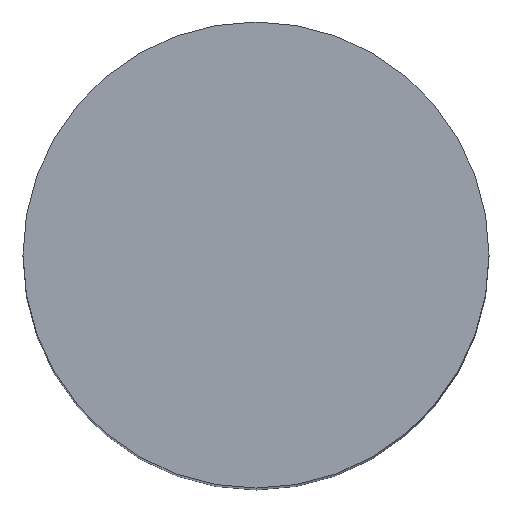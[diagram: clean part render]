
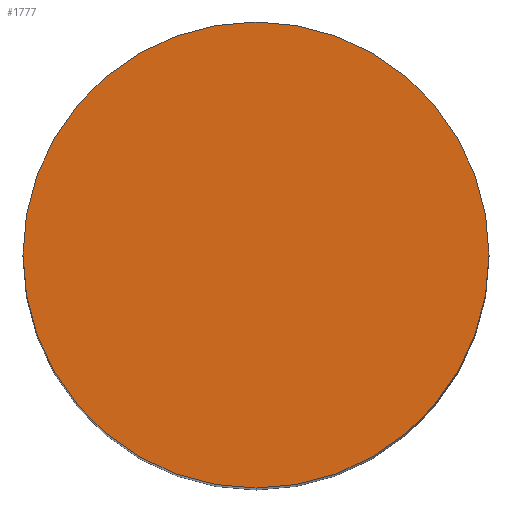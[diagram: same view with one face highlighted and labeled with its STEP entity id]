
A CAD part, top view. The second image highlights one B-rep face of the part: STEP entity #1777.
In plain terms, the highlighted planar face has unit normal (0, 0, 1).
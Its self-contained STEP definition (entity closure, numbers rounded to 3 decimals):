
#22 = DIRECTION ( 'NONE',  ( 1., 0., 0. ) ) ;
#49 = DIRECTION ( 'NONE',  ( 0., 0., -1. ) ) ;
#635 = AXIS2_PLACEMENT_3D ( 'NONE', #3661, #1818, #22 ) ;
#940 = VERTEX_POINT ( 'NONE', #3630 ) ;
#1242 = AXIS2_PLACEMENT_3D ( 'NONE', #1849, #49, #2144 ) ;
#1528 = PLANE ( 'NONE',  #635 ) ;
#1670 = CARTESIAN_POINT ( 'NONE',  ( 0., 0., 254. ) ) ;
#1699 = VERTEX_POINT ( 'NONE', #2883 ) ;
#1777 = ADVANCED_FACE ( 'NONE', ( #1924 ), #1528, .T. ) ;
#1818 = DIRECTION ( 'NONE',  ( 0., 0., 1. ) ) ;
#1849 = CARTESIAN_POINT ( 'NONE',  ( 0., 0., 254. ) ) ;
#1851 = EDGE_CURVE ( 'NONE', #940, #1699, #3168, .T. ) ;
#1924 = FACE_OUTER_BOUND ( 'NONE', #2154, .T. ) ;
#1959 = DIRECTION ( 'NONE',  ( -1., 0., 0. ) ) ;
#2144 = DIRECTION ( 'NONE',  ( -1., 0., 0. ) ) ;
#2154 = EDGE_LOOP ( 'NONE', ( #2676, #3809 ) ) ;
#2676 = ORIENTED_EDGE ( 'NONE', *, *, #1851, .F. ) ;
#2883 = CARTESIAN_POINT ( 'NONE',  ( 44.45, 0., 254. ) ) ;
#2887 = CIRCLE ( 'NONE', #3745, 44.45 ) ;
#3102 = EDGE_CURVE ( 'NONE', #1699, #940, #2887, .T. ) ;
#3168 = CIRCLE ( 'NONE', #1242, 44.45 ) ;
#3630 = CARTESIAN_POINT ( 'NONE',  ( -44.45, 0., 254. ) ) ;
#3661 = CARTESIAN_POINT ( 'NONE',  ( 0., 44.45, 254. ) ) ;
#3745 = AXIS2_PLACEMENT_3D ( 'NONE', #1670, #3802, #1959 ) ;
#3802 = DIRECTION ( 'NONE',  ( 0., 0., -1. ) ) ;
#3809 = ORIENTED_EDGE ( 'NONE', *, *, #3102, .F. ) ;
